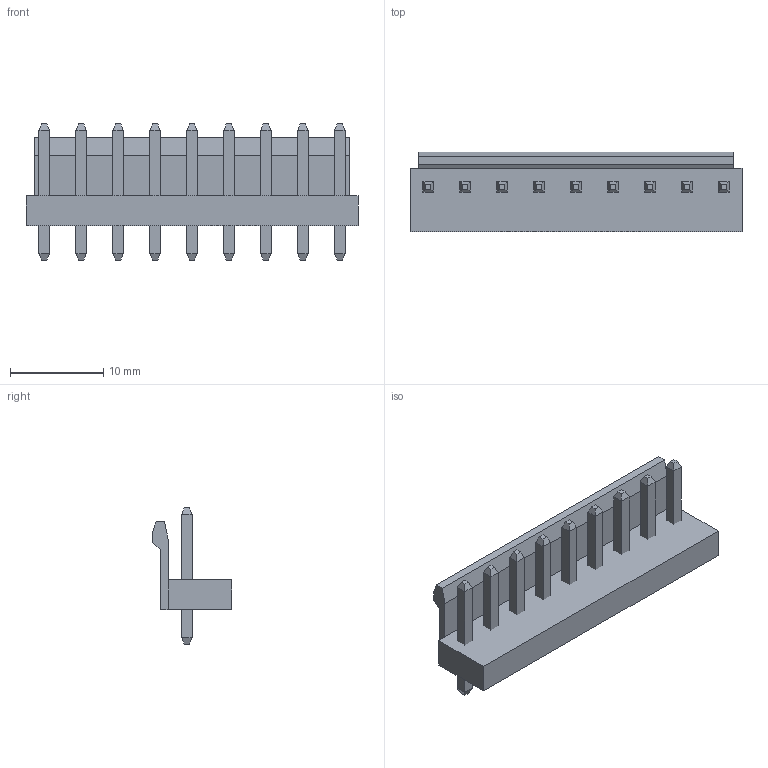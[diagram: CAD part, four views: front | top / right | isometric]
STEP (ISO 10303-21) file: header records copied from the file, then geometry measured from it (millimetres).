
FILE_DESCRIPTION(('FreeCAD Model'),'2;1');
FILE_NAME('Open CASCADE Shape Model','2023-07-30T21:19:08',(''),(''), 'Open CASCADE STEP processor 7.6','FreeCAD','Unknown');
FILE_SCHEMA(('AUTOMOTIVE_DESIGN { 1 0 10303 214 1 1 1 1 }'));
Length unit declared in the file: millimetre
Products named in the file (4): JST_B9P_VH; Body; Array; Body001
Assembly tree (11 placements, depth 3):
  JST_B9P_VH
    Body
    Array
      Body001  x9
Bounding box: 35.58 x 8.5 x 14.6 mm (x, y, z)
Volume: 1260.8 mm3; surface area: 1861.1 mm2
Topology: 10 solids, 10 shells, 143 faces, 293 edges, 170 vertices
Faces by surface type: plane 143
Entity records: 1873 total; most frequent: DIRECTION 293, CARTESIAN_POINT 292, LINE 207, VECTOR 207, ORIENTED_EDGE 138, PCURVE 138, DEFINITIONAL_REPRESENTATION 138, EDGE_CURVE 69
